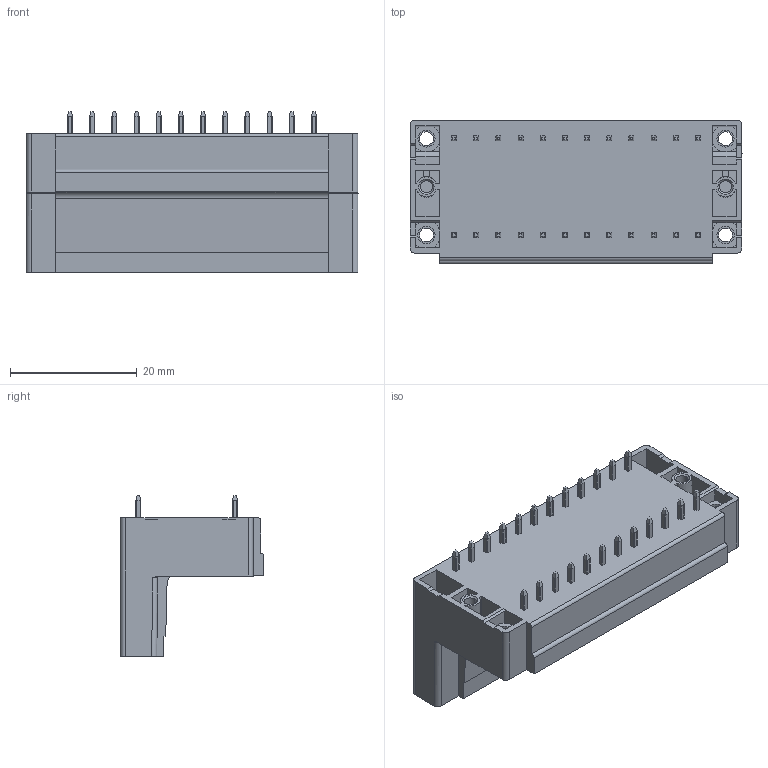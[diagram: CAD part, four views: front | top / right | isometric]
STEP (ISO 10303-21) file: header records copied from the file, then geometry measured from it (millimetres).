
FILE_DESCRIPTION((''),'2;1');
FILE_NAME('TLPHDW-005-1','2024-09-23T09:33:27',('sheji109'),(''),'CREO PARAMETRIC BY PTC INC, 2018100','CREO PARAMETRIC BY PTC INC, 2018100','');
FILE_SCHEMA(('CONFIG_CONTROL_DESIGN'));
Products named in the file (1): TLPHDW-005-1
Bounding box: 52.4 x 22.7 x 25.4 mm (x, y, z)
Volume: 11519.5 mm3; surface area: 11378.1 mm2
Topology: 1 solids, 1 shells, 2076 faces, 5768 edges, 3804 vertices
Faces by surface type: plane 1387, cylinder 511, cone 128, torus 48, bspline 2
Entity records: 66536 total; most frequent: CARTESIAN_POINT 13088, ORIENTED_EDGE 11536, DIRECTION 10606, EDGE_CURVE 5768, VECTOR 4158, LINE 4158, VERTEX_POINT 3804, AXIS2_PLACEMENT_3D 3224
